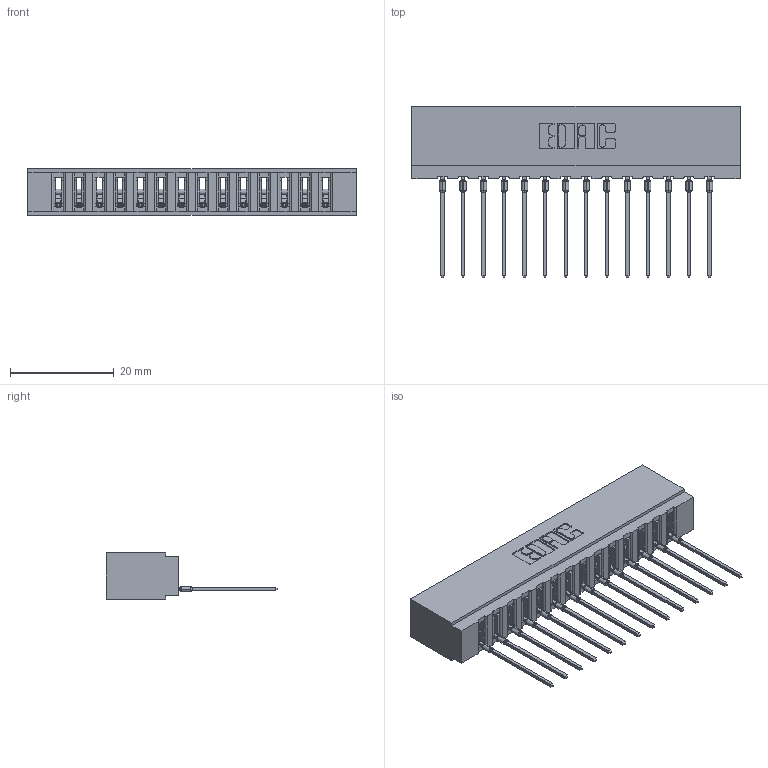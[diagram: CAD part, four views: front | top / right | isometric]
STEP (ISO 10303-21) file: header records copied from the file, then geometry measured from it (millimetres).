
FILE_DESCRIPTION (( 'STEP AP203' ), '1' );
FILE_NAME ('717-014-541-101.STEP', '2026-02-20T20:20:52', ( '' ), ( '' ), 'SwSTEP 2.0', 'SolidWorks 2023', '' );
FILE_SCHEMA (( 'CONFIG_CONTROL_DESIGN' ));
Length unit declared in the file: millimetre
Products named in the file (3): 745-292-001_541; 717-014-541-101; 717 Part_Insulator Option - 06
Assembly tree (15 placements, depth 2):
  717-014-541-101
    717 Part_Insulator Option - 06
    745-292-001_541  x14
Bounding box: 63.35 x 33.01 x 8.89 mm (x, y, z)
Volume: 5536.2 mm3; surface area: 7766.7 mm2
Topology: 15 solids, 15 shells, 1676 faces, 4605 edges, 2910 vertices
Faces by surface type: plane 1006, cylinder 306, bspline 280, torus 84
Entity records: 27337 total; most frequent: CARTESIAN_POINT 5319, ORIENTED_EDGE 4712, DIRECTION 4112, EDGE_CURVE 2356, LINE 2090, VECTOR 2090, VERTEX_POINT 1506, AXIS2_PLACEMENT_3D 1011
